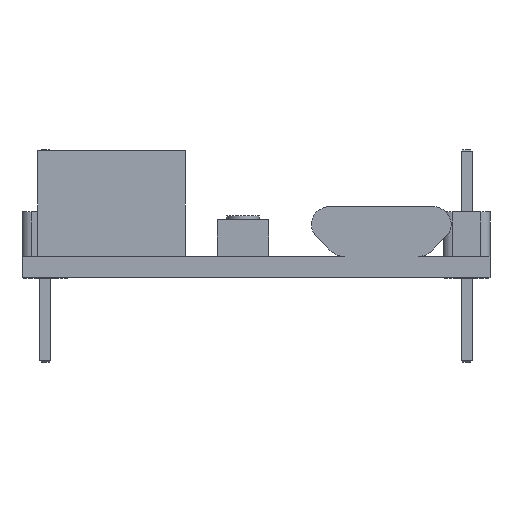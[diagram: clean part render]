
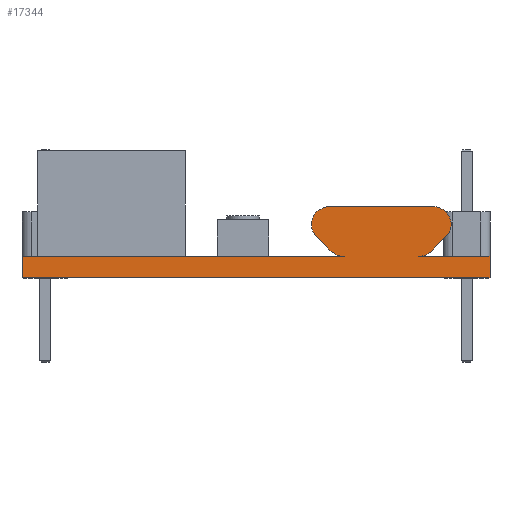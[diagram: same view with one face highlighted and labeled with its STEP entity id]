
A CAD part, front view. The second image highlights one B-rep face of the part: STEP entity #17344.
In plain terms, the highlighted planar face has unit normal (0, -1, 0).
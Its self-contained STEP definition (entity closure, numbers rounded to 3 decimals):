
#526=PLANE('',#18458);
#1343=FACE_OUTER_BOUND('',#2403,.T.);
#2403=EDGE_LOOP('',(#12168,#12169,#12170,#12171,#12172,#12173,#12174,#12175,
#12176,#12177,#12178,#12179,#12180,#12181));
#3620=LINE('',#25110,#5599);
#3628=LINE('',#25140,#5607);
#3632=LINE('',#25149,#5611);
#3633=LINE('',#25152,#5612);
#3634=LINE('',#25154,#5613);
#3635=LINE('',#25156,#5614);
#3636=LINE('',#25158,#5615);
#3637=LINE('',#25159,#5616);
#5599=VECTOR('',#20014,10.);
#5607=VECTOR('',#20042,10.);
#5611=VECTOR('',#20054,10.);
#5612=VECTOR('',#20057,10.);
#5613=VECTOR('',#20058,10.);
#5614=VECTOR('',#20059,10.);
#5615=VECTOR('',#20060,10.);
#5616=VECTOR('',#20061,10.);
#7575=CIRCLE('',#18438,1.);
#7577=CIRCLE('',#18441,1.);
#7579=CIRCLE('',#18445,1.);
#7581=CIRCLE('',#18448,1.);
#7583=CIRCLE('',#18451,1.);
#7585=CIRCLE('',#18455,1.);
#8073=VERTEX_POINT('',#25094);
#8074=VERTEX_POINT('',#25095);
#8077=VERTEX_POINT('',#25103);
#8079=VERTEX_POINT('',#25109);
#8081=VERTEX_POINT('',#25115);
#8083=VERTEX_POINT('',#25121);
#8084=VERTEX_POINT('',#25122);
#8087=VERTEX_POINT('',#25130);
#8088=VERTEX_POINT('',#25131);
#8091=VERTEX_POINT('',#25139);
#8093=VERTEX_POINT('',#25151);
#8094=VERTEX_POINT('',#25153);
#8095=VERTEX_POINT('',#25155);
#8096=VERTEX_POINT('',#25157);
#9655=EDGE_CURVE('',#8073,#8074,#7575,.T.);
#9659=EDGE_CURVE('',#8077,#8073,#7577,.T.);
#9662=EDGE_CURVE('',#8079,#8077,#3620,.T.);
#9665=EDGE_CURVE('',#8081,#8079,#7579,.T.);
#9668=EDGE_CURVE('',#8083,#8084,#7581,.T.);
#9672=EDGE_CURVE('',#8087,#8088,#7583,.T.);
#9676=EDGE_CURVE('',#8091,#8087,#3628,.T.);
#9679=EDGE_CURVE('',#8084,#8091,#7585,.T.);
#9682=EDGE_CURVE('',#8083,#8074,#3632,.T.);
#9683=EDGE_CURVE('',#8081,#8093,#3633,.T.);
#9684=EDGE_CURVE('',#8094,#8088,#3634,.T.);
#9685=EDGE_CURVE('',#8094,#8095,#3635,.T.);
#9686=EDGE_CURVE('',#8096,#8095,#3636,.T.);
#9687=EDGE_CURVE('',#8093,#8096,#3637,.T.);
#12168=ORIENTED_EDGE('',*,*,#9683,.F.);
#12169=ORIENTED_EDGE('',*,*,#9665,.T.);
#12170=ORIENTED_EDGE('',*,*,#9662,.T.);
#12171=ORIENTED_EDGE('',*,*,#9659,.T.);
#12172=ORIENTED_EDGE('',*,*,#9655,.T.);
#12173=ORIENTED_EDGE('',*,*,#9682,.F.);
#12174=ORIENTED_EDGE('',*,*,#9668,.T.);
#12175=ORIENTED_EDGE('',*,*,#9679,.T.);
#12176=ORIENTED_EDGE('',*,*,#9676,.T.);
#12177=ORIENTED_EDGE('',*,*,#9672,.T.);
#12178=ORIENTED_EDGE('',*,*,#9684,.F.);
#12179=ORIENTED_EDGE('',*,*,#9685,.T.);
#12180=ORIENTED_EDGE('',*,*,#9686,.F.);
#12181=ORIENTED_EDGE('',*,*,#9687,.F.);
#17344=ADVANCED_FACE('',(#1343),#526,.T.);
#18438=AXIS2_PLACEMENT_3D('',#25096,#19999,#20000);
#18441=AXIS2_PLACEMENT_3D('',#25104,#20007,#20008);
#18445=AXIS2_PLACEMENT_3D('',#25116,#20019,#20020);
#18448=AXIS2_PLACEMENT_3D('',#25123,#20026,#20027);
#18451=AXIS2_PLACEMENT_3D('',#25132,#20034,#20035);
#18455=AXIS2_PLACEMENT_3D('',#25145,#20047,#20048);
#18458=AXIS2_PLACEMENT_3D('',#25150,#20055,#20056);
#19999=DIRECTION('center_axis',(0.,-1.,0.));
#20000=DIRECTION('ref_axis',(1.,0.,0.));
#20007=DIRECTION('center_axis',(0.,-1.,0.));
#20008=DIRECTION('ref_axis',(0.707,0.,-0.707));
#20014=DIRECTION('',(0.707,0.,0.707));
#20019=DIRECTION('center_axis',(0.,-1.,0.));
#20020=DIRECTION('ref_axis',(0.,0.,-1.));
#20026=DIRECTION('center_axis',(0.,-1.,0.));
#20027=DIRECTION('ref_axis',(0.,0.,1.));
#20034=DIRECTION('center_axis',(0.,-1.,0.));
#20035=DIRECTION('ref_axis',(-0.707,0.,-0.707));
#20042=DIRECTION('',(0.707,0.,-0.707));
#20047=DIRECTION('center_axis',(0.,-1.,0.));
#20048=DIRECTION('ref_axis',(-1.,0.,0.));
#20054=DIRECTION('',(1.,0.,0.));
#20055=DIRECTION('center_axis',(0.,-1.,0.));
#20056=DIRECTION('ref_axis',(-1.,0.,0.));
#20057=DIRECTION('',(1.,0.,0.));
#20058=DIRECTION('',(1.,0.,0.));
#20059=DIRECTION('',(0.,0.,-1.));
#20060=DIRECTION('',(-1.,0.,0.));
#20061=DIRECTION('',(0.,0.,-1.));
#25094=CARTESIAN_POINT('',(10.599,0.,1.739));
#25095=CARTESIAN_POINT('',(9.6,0.,2.7));
#25096=CARTESIAN_POINT('Origin',(9.6,0.,
1.7));
#25103=CARTESIAN_POINT('',(10.307,0.,1.072));
#25104=CARTESIAN_POINT('Origin',(9.6,0.,
1.779));
#25109=CARTESIAN_POINT('',(9.528,0.,0.293));
#25110=CARTESIAN_POINT('',(10.248,0.,1.013));
#25115=CARTESIAN_POINT('',(8.821,0.,0.));
#25116=CARTESIAN_POINT('Origin',(8.821,0.,
1.));
#25121=CARTESIAN_POINT('',(4.,0.,2.7));
#25122=CARTESIAN_POINT('',(3.001,0.,1.739));
#25123=CARTESIAN_POINT('Origin',(4.,0.,1.7));
#25130=CARTESIAN_POINT('',(4.072,0.,0.293));
#25131=CARTESIAN_POINT('',(4.779,0.,0.));
#25132=CARTESIAN_POINT('Origin',(4.779,0.,
1.));
#25139=CARTESIAN_POINT('',(3.293,0.,1.072));
#25140=CARTESIAN_POINT('',(5.913,0.,-1.548));
#25145=CARTESIAN_POINT('Origin',(4.,0.,
1.779));
#25149=CARTESIAN_POINT('',(3.,0.,2.7));
#25150=CARTESIAN_POINT('Origin',(12.7,0.,
0.));
#25151=CARTESIAN_POINT('',(12.7,0.,0.));
#25152=CARTESIAN_POINT('',(3.,0.,0.));
#25153=CARTESIAN_POINT('',(-12.7,0.,0.));
#25154=CARTESIAN_POINT('',(3.,0.,0.));
#25155=CARTESIAN_POINT('',(-12.7,0.,-1.15));
#25156=CARTESIAN_POINT('',(-12.7,0.,0.));
#25157=CARTESIAN_POINT('',(12.7,0.,-1.15));
#25158=CARTESIAN_POINT('',(3.,0.,-1.15));
#25159=CARTESIAN_POINT('',(12.7,0.,0.));
